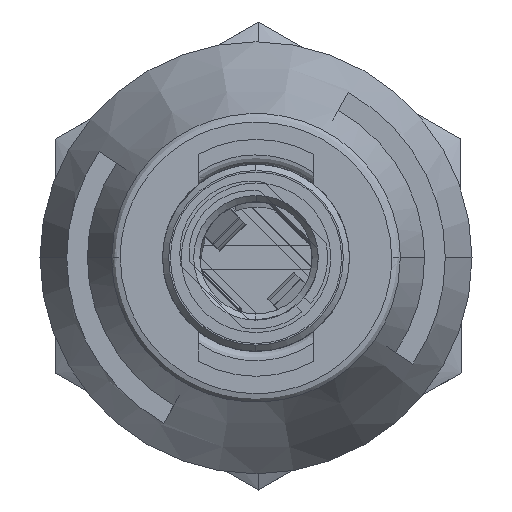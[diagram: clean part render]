
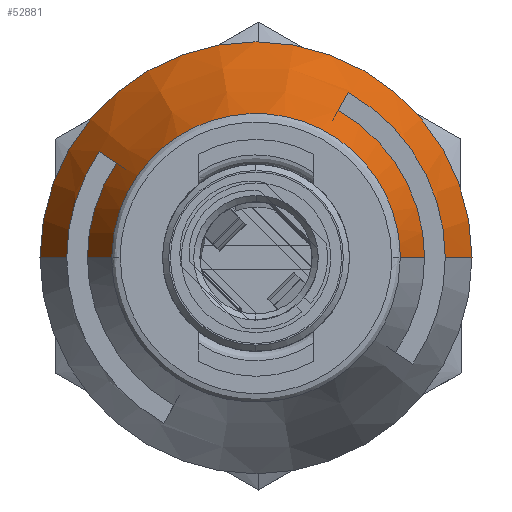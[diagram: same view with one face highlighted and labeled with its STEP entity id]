
A CAD part, left-side view. The second image highlights one B-rep face of the part: STEP entity #52881.
In plain terms, the highlighted conical face has half-angle 23.199 degrees and reference radius 4.55 mm.
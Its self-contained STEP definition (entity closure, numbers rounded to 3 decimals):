
#610 = ORIENTED_EDGE ( 'NONE', *, *, #85968, .F. ) ;
#1130 = EDGE_CURVE ( 'NONE', #30036, #37830, #32581, .T. ) ;
#1450 = DIRECTION ( 'NONE',  ( 0., 0., -1. ) ) ;
#1720 = LINE ( 'NONE', #60523, #77336 ) ;
#2787 = ORIENTED_EDGE ( 'NONE', *, *, #61669, .F. ) ;
#3139 = AXIS2_PLACEMENT_3D ( 'NONE', #92549, #71075, #12501 ) ;
#3265 = CARTESIAN_POINT ( 'NONE',  ( 8.585, 0., -5.407 ) ) ;
#3983 = LINE ( 'NONE', #36865, #56771 ) ;
#6531 = LINE ( 'NONE', #91604, #16800 ) ;
#6815 = CARTESIAN_POINT ( 'NONE',  ( 10.403, -2.844, 3.701 ) ) ;
#7118 = CARTESIAN_POINT ( 'NONE',  ( 10.403, -2.331, 4.044 ) ) ;
#9014 = ORIENTED_EDGE ( 'NONE', *, *, #37615, .T. ) ;
#10416 = AXIS2_PLACEMENT_3D ( 'NONE', #68320, #46610, #17428 ) ;
#11400 = CONICAL_SURFACE ( 'NONE', #10416, 4.55, 0.405 ) ;
#11502 = EDGE_CURVE ( 'NONE', #53242, #58876, #6531, .T. ) ;
#11699 = VERTEX_POINT ( 'NONE', #3265 ) ;
#12501 = DIRECTION ( 'NONE',  ( 0., 0., -1. ) ) ;
#14768 = ORIENTED_EDGE ( 'NONE', *, *, #30902, .T. ) ;
#14808 = CARTESIAN_POINT ( 'NONE',  ( 10.403, 0., 4.628 ) ) ;
#15382 = CARTESIAN_POINT ( 'NONE',  ( 10.585, 0., -4.55 ) ) ;
#15478 = VERTEX_POINT ( 'NONE', #59168 ) ;
#16362 = VERTEX_POINT ( 'NONE', #53379 ) ;
#16780 = CARTESIAN_POINT ( 'NONE',  ( 5.035, 0., 6.929 ) ) ;
#16800 = VECTOR ( 'NONE', #32122, 1000. ) ;
#17428 = DIRECTION ( 'NONE',  ( 0., 0., 1. ) ) ;
#19086 = CARTESIAN_POINT ( 'NONE',  ( 10.585, 0., 4.55 ) ) ;
#19679 = EDGE_CURVE ( 'NONE', #62042, #53098, #89644, .T. ) ;
#19680 = CARTESIAN_POINT ( 'NONE',  ( 8.585, 0., 5.407 ) ) ;
#19942 = VERTEX_POINT ( 'NONE', #36966 ) ;
#20099 = ORIENTED_EDGE ( 'NONE', *, *, #20952, .T. ) ;
#20952 = EDGE_CURVE ( 'NONE', #15478, #62042, #42868, .T. ) ;
#21425 = AXIS2_PLACEMENT_3D ( 'NONE', #23758, #74951, #89977 ) ;
#23151 = AXIS2_PLACEMENT_3D ( 'NONE', #67379, #30332, #1450 ) ;
#23487 = LINE ( 'NONE', #15382, #91051 ) ;
#23758 = CARTESIAN_POINT ( 'NONE',  ( 7.035, 0., 0. ) ) ;
#24001 = CARTESIAN_POINT ( 'NONE',  ( 7.035, 0., -6.071 ) ) ;
#25040 = CARTESIAN_POINT ( 'NONE',  ( 8.585, -3.034, -4.476 ) ) ;
#29589 = CARTESIAN_POINT ( 'NONE',  ( 10.403, -2.331, -4.044 ) ) ;
#29887 = CARTESIAN_POINT ( 'NONE',  ( 10.403, 0., -4.628 ) ) ;
#30036 = VERTEX_POINT ( 'NONE', #16780 ) ;
#30332 = DIRECTION ( 'NONE',  ( 1., 0., 0. ) ) ;
#30515 = DIRECTION ( 'NONE',  ( -0.919, 0., -0.394 ) ) ;
#30632 = EDGE_CURVE ( 'NONE', #87352, #37830, #31525, .T. ) ;
#30902 = EDGE_CURVE ( 'NONE', #81489, #30036, #1720, .T. ) ;
#31438 = CIRCLE ( 'NONE', #77199, 5.407 ) ;
#31525 = LINE ( 'NONE', #67256, #85352 ) ;
#32111 = FACE_OUTER_BOUND ( 'NONE', #68903, .T. ) ;
#32122 = DIRECTION ( 'NONE',  ( 0.919, 0.221, 0.326 ) ) ;
#32581 = CIRCLE ( 'NONE', #23151, 6.929 ) ;
#33002 = EDGE_CURVE ( 'NONE', #53242, #87352, #63469, .T. ) ;
#33113 = EDGE_CURVE ( 'NONE', #16362, #53098, #31438, .T. ) ;
#33783 = CARTESIAN_POINT ( 'NONE',  ( 7.035, -3.407, -5.026 ) ) ;
#36617 = CARTESIAN_POINT ( 'NONE',  ( 10.403, -0.606, -4.628 ) ) ;
#36865 = CARTESIAN_POINT ( 'NONE',  ( 21.202, 0., 0. ) ) ;
#36966 = CARTESIAN_POINT ( 'NONE',  ( 7.035, -5.303, 2.956 ) ) ;
#37615 = EDGE_CURVE ( 'NONE', #58876, #11699, #77975, .T. ) ;
#37830 = VERTEX_POINT ( 'NONE', #58947 ) ;
#38053 = ORIENTED_EDGE ( 'NONE', *, *, #61560, .F. ) ;
#39016 = ORIENTED_EDGE ( 'NONE', *, *, #33113, .F. ) ;
#42320 = CIRCLE ( 'NONE', #79767, 6.071 ) ;
#42868 = B_SPLINE_CURVE_WITH_KNOTS ( 'NONE', 3,
 ( #29887, #36617, #94871, #29589, #58385, #59316, #73697, #65066, #87818, #88109, #43982, #51053, #65701, #6815, #7118, #87193, #72762, #14808 ),
 .UNSPECIFIED., .F., .F.,
 ( 4, 2, 2, 2, 2, 2, 2, 2, 4 ),
 ( 0., 0.062, 0.125, 0.187, 0.25, 0.312, 0.375, 0.437, 0.5 ),
 .UNSPECIFIED. ) ;
#43982 = CARTESIAN_POINT ( 'NONE',  ( 10.403, -4.507, 1.211 ) ) ;
#45304 = ORIENTED_EDGE ( 'NONE', *, *, #11502, .T. ) ;
#45778 = CARTESIAN_POINT ( 'NONE',  ( 10.403, 0., 4.628 ) ) ;
#46610 = DIRECTION ( 'NONE',  ( -1., 0., 0. ) ) ;
#51053 = CARTESIAN_POINT ( 'NONE',  ( 10.403, -4.044, 2.331 ) ) ;
#52881 = ADVANCED_FACE ( 'NONE', ( #32111 ), #11400, .T. ) ;
#53098 = VERTEX_POINT ( 'NONE', #19680 ) ;
#53242 = VERTEX_POINT ( 'NONE', #33783 ) ;
#53379 = CARTESIAN_POINT ( 'NONE',  ( 8.585, -4.723, 2.632 ) ) ;
#53799 = CARTESIAN_POINT ( 'NONE',  ( 7.035, 0., 0. ) ) ;
#56771 = VECTOR ( 'NONE', #65307, 1000. ) ;
#58120 = ORIENTED_EDGE ( 'NONE', *, *, #19679, .T. ) ;
#58385 = CARTESIAN_POINT ( 'NONE',  ( 10.403, -2.844, -3.701 ) ) ;
#58876 = VERTEX_POINT ( 'NONE', #25040 ) ;
#58947 = CARTESIAN_POINT ( 'NONE',  ( 5.035, 0., -6.929 ) ) ;
#59168 = CARTESIAN_POINT ( 'NONE',  ( 10.403, 0., -4.628 ) ) ;
#59316 = CARTESIAN_POINT ( 'NONE',  ( 10.403, -3.701, -2.844 ) ) ;
#60498 = DIRECTION ( 'NONE',  ( 0., 0., -1. ) ) ;
#60523 = CARTESIAN_POINT ( 'NONE',  ( 10.585, 0., 4.55 ) ) ;
#60802 = DIRECTION ( 'NONE',  ( 1., 0., 0. ) ) ;
#61560 = EDGE_CURVE ( 'NONE', #19942, #16362, #3983, .T. ) ;
#61669 = EDGE_CURVE ( 'NONE', #15478, #11699, #23487, .T. ) ;
#61788 = DIRECTION ( 'NONE',  ( -1., 0., 0. ) ) ;
#62042 = VERTEX_POINT ( 'NONE', #45778 ) ;
#62491 = ORIENTED_EDGE ( 'NONE', *, *, #30632, .F. ) ;
#63469 = CIRCLE ( 'NONE', #21425, 6.071 ) ;
#63553 = DIRECTION ( 'NONE',  ( -0.919, 0., 0.394 ) ) ;
#65066 = CARTESIAN_POINT ( 'NONE',  ( 10.403, -4.507, -1.211 ) ) ;
#65307 = DIRECTION ( 'NONE',  ( 0.919, 0.344, -0.192 ) ) ;
#65701 = CARTESIAN_POINT ( 'NONE',  ( 10.403, -3.701, 2.844 ) ) ;
#67256 = CARTESIAN_POINT ( 'NONE',  ( 10.585, 0., -4.55 ) ) ;
#67379 = CARTESIAN_POINT ( 'NONE',  ( 5.035, 0., 0. ) ) ;
#68320 = CARTESIAN_POINT ( 'NONE',  ( 10.585, 0., 0. ) ) ;
#68903 = EDGE_LOOP ( 'NONE', ( #2787, #20099, #58120, #39016, #38053, #610, #14768, #80791, #62491, #84154, #45304, #9014 ) ) ;
#69135 = DIRECTION ( 'NONE',  ( 0., 0., 1. ) ) ;
#69459 = CARTESIAN_POINT ( 'NONE',  ( 8.585, 0., 0. ) ) ;
#71075 = DIRECTION ( 'NONE',  ( 1., 0., 0. ) ) ;
#72373 = DIRECTION ( 'NONE',  ( -0.919, 0., -0.394 ) ) ;
#72495 = VECTOR ( 'NONE', #63553, 1000. ) ;
#72762 = CARTESIAN_POINT ( 'NONE',  ( 10.403, -0.606, 4.628 ) ) ;
#73697 = CARTESIAN_POINT ( 'NONE',  ( 10.403, -4.044, -2.331 ) ) ;
#74951 = DIRECTION ( 'NONE',  ( 1., 0., 0. ) ) ;
#77199 = AXIS2_PLACEMENT_3D ( 'NONE', #69459, #61788, #69135 ) ;
#77336 = VECTOR ( 'NONE', #83241, 1000. ) ;
#77975 = CIRCLE ( 'NONE', #3139, 5.407 ) ;
#79767 = AXIS2_PLACEMENT_3D ( 'NONE', #53799, #60802, #60498 ) ;
#80791 = ORIENTED_EDGE ( 'NONE', *, *, #1130, .T. ) ;
#81489 = VERTEX_POINT ( 'NONE', #84642 ) ;
#83241 = DIRECTION ( 'NONE',  ( -0.919, 0., 0.394 ) ) ;
#84154 = ORIENTED_EDGE ( 'NONE', *, *, #33002, .F. ) ;
#84642 = CARTESIAN_POINT ( 'NONE',  ( 7.035, 0., 6.071 ) ) ;
#85352 = VECTOR ( 'NONE', #30515, 1000. ) ;
#85968 = EDGE_CURVE ( 'NONE', #81489, #19942, #42320, .T. ) ;
#87193 = CARTESIAN_POINT ( 'NONE',  ( 10.403, -1.211, 4.507 ) ) ;
#87352 = VERTEX_POINT ( 'NONE', #24001 ) ;
#87818 = CARTESIAN_POINT ( 'NONE',  ( 10.403, -4.628, -0.606 ) ) ;
#88109 = CARTESIAN_POINT ( 'NONE',  ( 10.403, -4.628, 0.606 ) ) ;
#89644 = LINE ( 'NONE', #19086, #72495 ) ;
#89977 = DIRECTION ( 'NONE',  ( 0., 0., -1. ) ) ;
#91051 = VECTOR ( 'NONE', #72373, 1000. ) ;
#91604 = CARTESIAN_POINT ( 'NONE',  ( 21.202, 0., 0. ) ) ;
#92549 = CARTESIAN_POINT ( 'NONE',  ( 8.585, 0., 0. ) ) ;
#94871 = CARTESIAN_POINT ( 'NONE',  ( 10.403, -1.211, -4.507 ) ) ;
